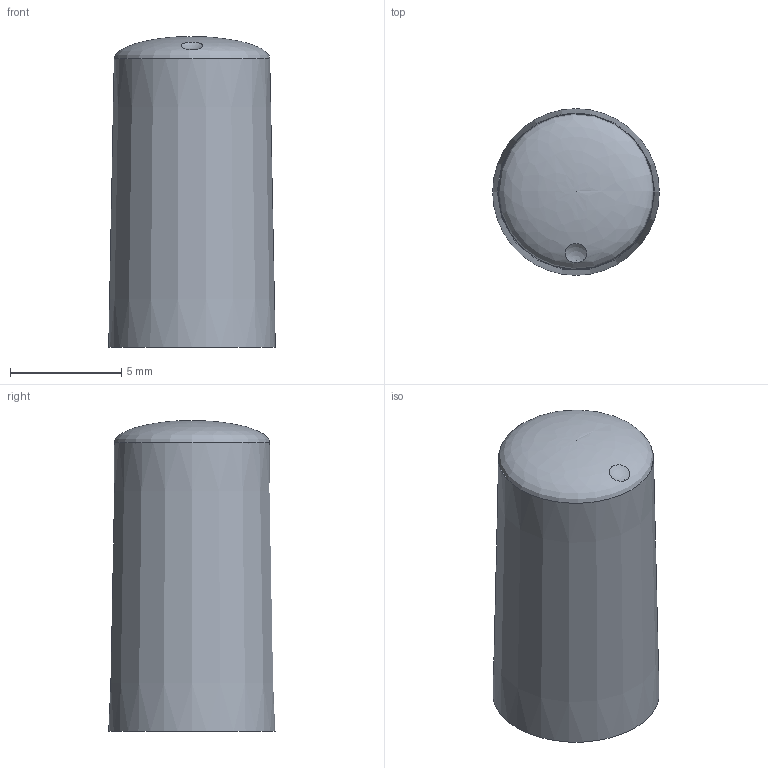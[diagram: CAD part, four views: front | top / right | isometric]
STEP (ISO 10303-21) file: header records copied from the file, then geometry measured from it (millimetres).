
FILE_DESCRIPTION(('FreeCAD Model'),'2;1');
FILE_NAME('Micro_T18_Knob.step', '2020-10-06T22:02:14',('kicad StepUp'),('ksu MCAD'), 'Open CASCADE STEP processor 7.3','FreeCAD','Unknown');
FILE_SCHEMA(('AUTOMOTIVE_DESIGN { 1 0 10303 214 1 1 1 1 }'));
Length unit declared in the file: millimetre
Products named in the file (1): Micro_T18_Knob
Bounding box: 7.5 x 7.5 x 14 mm (x, y, z)
Volume: 588.1 mm3; surface area: 468.7 mm2
Topology: 2 solids, 2 shells, 5 faces, 10 edges, 7 vertices
Faces by surface type: plane 2, cone 1, bspline 1, sphere 1
Entity records: 269 total; most frequent: CARTESIAN_POINT 138, DIRECTION 17, ORIENTED_EDGE 12, AXIS2_PLACEMENT_3D 8, FACE_BOUND 6, EDGE_CURVE 6, VERTEX_POINT 6, ADVANCED_FACE 5
